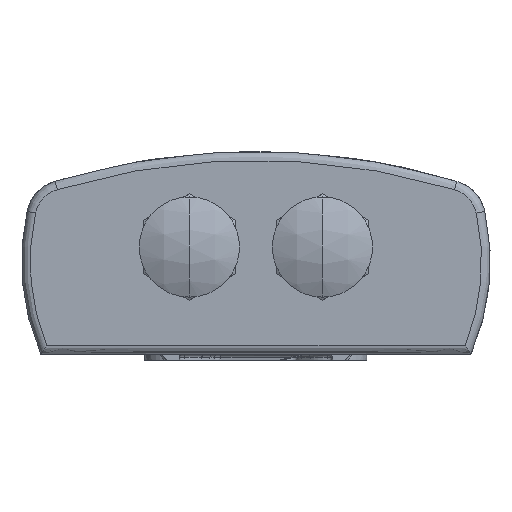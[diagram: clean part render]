
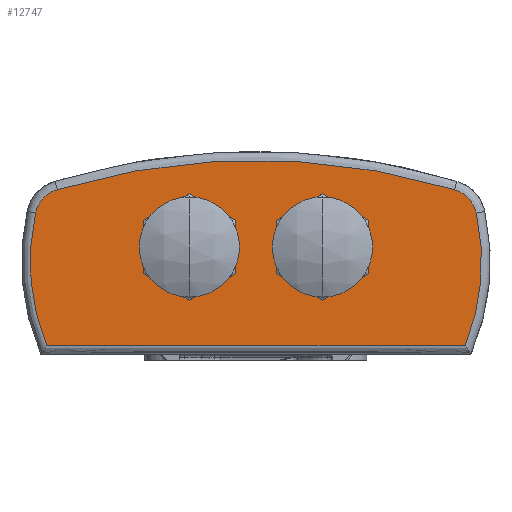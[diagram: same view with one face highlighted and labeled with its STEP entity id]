
A CAD part, front view. The second image highlights one B-rep face of the part: STEP entity #12747.
In plain terms, the highlighted planar face has unit normal (0, -1, 0).
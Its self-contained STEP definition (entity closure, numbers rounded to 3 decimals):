
#52 = VERTEX_POINT ( 'NONE', #34563 ) ;
#571 = EDGE_CURVE ( 'NONE', #8019, #45056, #37731, .T. ) ;
#760 = CARTESIAN_POINT ( 'NONE',  ( -18.7, 0., 18.5 ) ) ;
#1335 = EDGE_CURVE ( 'NONE', #45056, #3976, #30396, .T. ) ;
#2217 = DIRECTION ( 'NONE',  ( 0., 1., 0. ) ) ;
#2448 = AXIS2_PLACEMENT_3D ( 'NONE', #40572, #19479, #44119 ) ;
#2673 = CIRCLE ( 'NONE', #2448, 38.5 ) ;
#2874 = EDGE_CURVE ( 'NONE', #3976, #52, #2673, .T. ) ;
#3074 = CARTESIAN_POINT ( 'NONE',  ( 11.5, 0., 18.5 ) ) ;
#3976 = VERTEX_POINT ( 'NONE', #12427 ) ;
#5232 = CARTESIAN_POINT ( 'NONE',  ( -36.165, 0., 1.5 ) ) ;
#5267 = EDGE_CURVE ( 'NONE', #26780, #19619, #30036, .T. ) ;
#5588 = CARTESIAN_POINT ( 'NONE',  ( 11.5, 0., 18.5 ) ) ;
#5881 = CARTESIAN_POINT ( 'NONE',  ( 32.714, 0., 23.161 ) ) ;
#6124 = ORIENTED_EDGE ( 'NONE', *, *, #571, .F. ) ;
#6199 = CARTESIAN_POINT ( 'NONE',  ( -34.306, 0., 28.426 ) ) ;
#6433 = FACE_BOUND ( 'NONE', #22035, .T. ) ;
#6607 = DIRECTION ( 'NONE',  ( 0., 0., 1. ) ) ;
#6983 = CARTESIAN_POINT ( 'NONE',  ( -11.5, 0., 18.5 ) ) ;
#7087 = DIRECTION ( 'NONE',  ( 0., 1., 0. ) ) ;
#7196 = AXIS2_PLACEMENT_3D ( 'NONE', #29726, #8636, #33243 ) ;
#7242 = EDGE_LOOP ( 'NONE', ( #14007, #6124, #26890, #10393, #28901, #16934 ) ) ;
#7591 = VECTOR ( 'NONE', #22870, 1000. ) ;
#7642 = AXIS2_PLACEMENT_3D ( 'NONE', #3074, #27644, #6607 ) ;
#8019 = VERTEX_POINT ( 'NONE', #6199 ) ;
#8636 = DIRECTION ( 'NONE',  ( 0., 1., 0. ) ) ;
#9055 = DIRECTION ( 'NONE',  ( 0., 1., 0. ) ) ;
#9086 = DIRECTION ( 'NONE',  ( 0., 0., 1. ) ) ;
#9842 = ORIENTED_EDGE ( 'NONE', *, *, #41594, .T. ) ;
#9950 = EDGE_CURVE ( 'NONE', #10961, #23055, #31629, .T. ) ;
#10393 = ORIENTED_EDGE ( 'NONE', *, *, #5267, .F. ) ;
#10513 = DIRECTION ( 'NONE',  ( 0., 0., 1. ) ) ;
#10961 = VERTEX_POINT ( 'NONE', #36048 ) ;
#10967 = ORIENTED_EDGE ( 'NONE', *, *, #34738, .T. ) ;
#12427 = CARTESIAN_POINT ( 'NONE',  ( 38.083, 0., 24.355 ) ) ;
#12747 = ADVANCED_FACE ( 'NONE', ( #6433, #36705, #15752 ), #36635, .F. ) ;
#13649 = ORIENTED_EDGE ( 'NONE', *, *, #20238, .T. ) ;
#14007 = ORIENTED_EDGE ( 'NONE', *, *, #1335, .F. ) ;
#14428 = ORIENTED_EDGE ( 'NONE', *, *, #9950, .T. ) ;
#15752 = FACE_OUTER_BOUND ( 'NONE', #7242, .T. ) ;
#16886 = LINE ( 'NONE', #33353, #7591 ) ;
#16934 = ORIENTED_EDGE ( 'NONE', *, *, #2874, .F. ) ;
#17498 = CARTESIAN_POINT ( 'NONE',  ( -11.5, 0., 18.5 ) ) ;
#18066 = AXIS2_PLACEMENT_3D ( 'NONE', #30119, #9055, #33670 ) ;
#18533 = DIRECTION ( 'NONE',  ( 0., 0., 1. ) ) ;
#19102 = AXIS2_PLACEMENT_3D ( 'NONE', #17498, #42162, #21041 ) ;
#19479 = DIRECTION ( 'NONE',  ( 0., 1., 0. ) ) ;
#19619 = VERTEX_POINT ( 'NONE', #23722 ) ;
#20238 = EDGE_CURVE ( 'NONE', #23288, #23781, #33215, .T. ) ;
#21041 = DIRECTION ( 'NONE',  ( 0., 0., 1. ) ) ;
#22035 = EDGE_LOOP ( 'NONE', ( #9842, #13649 ) ) ;
#22159 = CARTESIAN_POINT ( 'NONE',  ( 4.3, 0., 18.5 ) ) ;
#22870 = DIRECTION ( 'NONE',  ( -1., 0., 0. ) ) ;
#23055 = VERTEX_POINT ( 'NONE', #760 ) ;
#23288 = VERTEX_POINT ( 'NONE', #29897 ) ;
#23453 = EDGE_CURVE ( 'NONE', #19619, #8019, #41808, .T. ) ;
#23545 = CIRCLE ( 'NONE', #35042, 7.2 ) ;
#23722 = CARTESIAN_POINT ( 'NONE',  ( -38.083, 0., 24.355 ) ) ;
#23781 = VERTEX_POINT ( 'NONE', #22159 ) ;
#26780 = VERTEX_POINT ( 'NONE', #5232 ) ;
#26890 = ORIENTED_EDGE ( 'NONE', *, *, #23453, .F. ) ;
#27644 = DIRECTION ( 'NONE',  ( 0., 1., 0. ) ) ;
#27912 = AXIS2_PLACEMENT_3D ( 'NONE', #5881, #2217, #32176 ) ;
#28156 = CARTESIAN_POINT ( 'NONE',  ( -32.714, 0., 23.161 ) ) ;
#28266 = CARTESIAN_POINT ( 'NONE',  ( 34.306, 0., 28.426 ) ) ;
#28901 = ORIENTED_EDGE ( 'NONE', *, *, #31099, .F. ) ;
#29681 = AXIS2_PLACEMENT_3D ( 'NONE', #5588, #30142, #9086 ) ;
#29726 = CARTESIAN_POINT ( 'NONE',  ( 32.714, 0., 23.161 ) ) ;
#29897 = CARTESIAN_POINT ( 'NONE',  ( 18.7, 0., 18.5 ) ) ;
#30036 = CIRCLE ( 'NONE', #18066, 38.5 ) ;
#30119 = CARTESIAN_POINT ( 'NONE',  ( -0.5, 0., 16. ) ) ;
#30142 = DIRECTION ( 'NONE',  ( 0., 1., 0. ) ) ;
#30396 = CIRCLE ( 'NONE', #27912, 5.5 ) ;
#31099 = EDGE_CURVE ( 'NONE', #52, #26780, #16886, .T. ) ;
#31567 = DIRECTION ( 'NONE',  ( 0., 1., 0. ) ) ;
#31629 = CIRCLE ( 'NONE', #19102, 7.2 ) ;
#31677 = DIRECTION ( 'NONE',  ( 0., 0., 1. ) ) ;
#32176 = DIRECTION ( 'NONE',  ( 0., 0., 1. ) ) ;
#33215 = CIRCLE ( 'NONE', #29681, 7.2 ) ;
#33243 = DIRECTION ( 'NONE',  ( 0., 0., 1. ) ) ;
#33353 = CARTESIAN_POINT ( 'NONE',  ( 36.165, 0., 1.5 ) ) ;
#33670 = DIRECTION ( 'NONE',  ( 0., 0., 1. ) ) ;
#34563 = CARTESIAN_POINT ( 'NONE',  ( 36.165, 0., 1.5 ) ) ;
#34738 = EDGE_CURVE ( 'NONE', #23055, #10961, #23545, .T. ) ;
#35042 = AXIS2_PLACEMENT_3D ( 'NONE', #6983, #31567, #10513 ) ;
#35043 = AXIS2_PLACEMENT_3D ( 'NONE', #28156, #7087, #31677 ) ;
#35292 = AXIS2_PLACEMENT_3D ( 'NONE', #43172, #39639, #18533 ) ;
#36048 = CARTESIAN_POINT ( 'NONE',  ( -4.3, 0., 18.5 ) ) ;
#36635 = PLANE ( 'NONE',  #7196 ) ;
#36705 = FACE_BOUND ( 'NONE', #43132, .T. ) ;
#37731 = CIRCLE ( 'NONE', #35292, 118.5 ) ;
#39639 = DIRECTION ( 'NONE',  ( 0., 1., 0. ) ) ;
#40572 = CARTESIAN_POINT ( 'NONE',  ( 0.5, 0., 16. ) ) ;
#41594 = EDGE_CURVE ( 'NONE', #23781, #23288, #44205, .T. ) ;
#41808 = CIRCLE ( 'NONE', #35043, 5.5 ) ;
#42162 = DIRECTION ( 'NONE',  ( 0., 1., 0. ) ) ;
#43132 = EDGE_LOOP ( 'NONE', ( #10967, #14428 ) ) ;
#43172 = CARTESIAN_POINT ( 'NONE',  ( 0., 0., -85. ) ) ;
#44119 = DIRECTION ( 'NONE',  ( 0., 0., 1. ) ) ;
#44205 = CIRCLE ( 'NONE', #7642, 7.2 ) ;
#45056 = VERTEX_POINT ( 'NONE', #28266 ) ;
